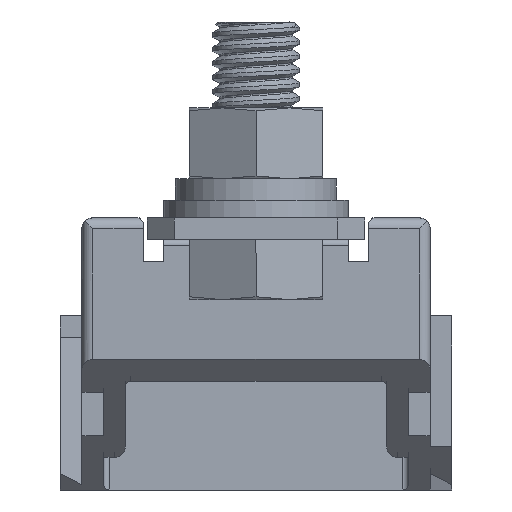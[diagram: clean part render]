
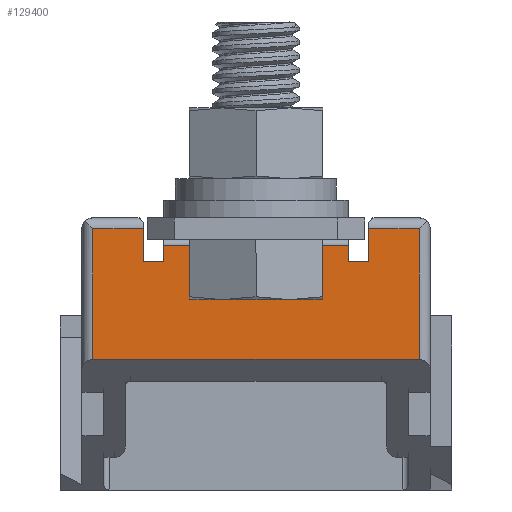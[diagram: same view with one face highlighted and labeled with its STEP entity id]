
A CAD part, front view. The second image highlights one B-rep face of the part: STEP entity #129400.
In plain terms, the highlighted planar face has unit normal (0, -1, 0).
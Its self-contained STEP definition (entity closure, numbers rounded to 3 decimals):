
#113736=DIRECTION('',(1.,0.,0.));
#113737=VECTOR('',#113736,30.);
#113738=CARTESIAN_POINT('',(189.67,44.034,-2.));
#113739=LINE('',#113738,#113737);
#117187=DIRECTION('',(0.,0.,1.));
#117188=VECTOR('',#117187,12.);
#117189=CARTESIAN_POINT('',(219.67,44.034,-2.));
#117190=LINE('',#117189,#117188);
#117267=DIRECTION('',(0.,0.,-1.));
#117268=VECTOR('',#117267,3.);
#117269=CARTESIAN_POINT('',(194.32,44.034,
10.));
#117270=LINE('',#117269,#117268);
#117274=DIRECTION('',(1.,0.,0.));
#117275=VECTOR('',#117274,1.85);
#117276=CARTESIAN_POINT('',(194.32,44.034,7.));
#117277=LINE('',#117276,#117275);
#117281=DIRECTION('',(0.,0.,1.));
#117282=VECTOR('',#117281,1.5);
#117283=CARTESIAN_POINT('',(196.17,44.034,7.));
#117284=LINE('',#117283,#117282);
#117288=DIRECTION('',(0.,0.,-1.));
#117289=VECTOR('',#117288,1.5);
#117290=CARTESIAN_POINT('',(201.17,44.034,8.5));
#117291=LINE('',#117290,#117289);
#117295=DIRECTION('',(1.,0.,0.));
#117296=VECTOR('',#117295,7.);
#117297=CARTESIAN_POINT('',(201.17,44.034,7.));
#117298=LINE('',#117297,#117296);
#117302=DIRECTION('',(0.,0.,1.));
#117303=VECTOR('',#117302,1.5);
#117304=CARTESIAN_POINT('',(208.17,44.034,7.));
#117305=LINE('',#117304,#117303);
#117309=DIRECTION('',(0.,0.,-1.));
#117310=VECTOR('',#117309,1.5);
#117311=CARTESIAN_POINT('',(213.17,44.034,8.5));
#117312=LINE('',#117311,#117310);
#117316=DIRECTION('',(1.,0.,0.));
#117317=VECTOR('',#117316,1.85);
#117318=CARTESIAN_POINT('',(213.17,44.034,7.));
#117319=LINE('',#117318,#117317);
#117323=DIRECTION('',(0.,0.,1.));
#117324=VECTOR('',#117323,3.);
#117325=CARTESIAN_POINT('',(215.02,44.034,7.));
#117326=LINE('',#117325,#117324);
#118406=DIRECTION('',(-1.,0.,0.));
#118407=VECTOR('',#118406,4.65);
#118408=CARTESIAN_POINT('',(219.67,44.034,10.));
#118409=LINE('',#118408,#118407);
#118533=DIRECTION('',(-1.,0.,0.));
#118534=VECTOR('',#118533,5.);
#118535=CARTESIAN_POINT('',(213.17,44.034,8.5));
#118536=LINE('',#118535,#118534);
#118644=DIRECTION('',(-1.,0.,0.));
#118645=VECTOR('',#118644,5.);
#118646=CARTESIAN_POINT('',(201.17,44.034,8.5));
#118647=LINE('',#118646,#118645);
#122898=DIRECTION('',(-1.,0.,0.));
#122899=VECTOR('',#122898,4.65);
#122900=CARTESIAN_POINT('',(194.32,44.034,
10.));
#122901=LINE('',#122900,#122899);
#122905=DIRECTION('',(0.,0.,-1.));
#122906=VECTOR('',#122905,12.);
#122907=CARTESIAN_POINT('',(189.67,44.034,10.));
#122908=LINE('',#122907,#122906);
#122912=CARTESIAN_POINT('',(189.67,44.034,-2.));
#124819=VERTEX_POINT('',#122912);
#124820=CARTESIAN_POINT('',(219.67,44.034,-2.));
#124821=VERTEX_POINT('',#124820);
#125663=CARTESIAN_POINT('',(219.67,44.034,10.));
#125664=VERTEX_POINT('',#125663);
#125666=CARTESIAN_POINT('',(194.32,44.034,
10.));
#125667=CARTESIAN_POINT('',(194.32,44.034,7.));
#125668=VERTEX_POINT('',#125666);
#125669=VERTEX_POINT('',#125667);
#125670=CARTESIAN_POINT('',(196.17,44.034,7.));
#125671=VERTEX_POINT('',#125670);
#125672=CARTESIAN_POINT('',(196.17,44.034,8.5));
#125673=VERTEX_POINT('',#125672);
#125674=CARTESIAN_POINT('',(201.17,44.034,8.5));
#125675=VERTEX_POINT('',#125674);
#125676=CARTESIAN_POINT('',(201.17,44.034,7.));
#125677=VERTEX_POINT('',#125676);
#125678=CARTESIAN_POINT('',(208.17,44.034,7.));
#125679=VERTEX_POINT('',#125678);
#125680=CARTESIAN_POINT('',(208.17,44.034,8.5));
#125681=VERTEX_POINT('',#125680);
#125682=CARTESIAN_POINT('',(213.17,44.034,8.5));
#125683=VERTEX_POINT('',#125682);
#125684=CARTESIAN_POINT('',(213.17,44.034,7.));
#125685=VERTEX_POINT('',#125684);
#125686=CARTESIAN_POINT('',(215.02,44.034,7.));
#125687=VERTEX_POINT('',#125686);
#125688=CARTESIAN_POINT('',(215.02,44.034,
10.));
#125689=VERTEX_POINT('',#125688);
#125690=CARTESIAN_POINT('',(189.67,44.034,10.));
#125691=VERTEX_POINT('',#125690);
#129363=CARTESIAN_POINT('',(217.67,44.034,-1.5));
#129364=DIRECTION('',(0.,1.,0.));
#129365=DIRECTION('',(0.,0.,1.));
#129366=AXIS2_PLACEMENT_3D('',#129363,#129364,#129365);
#129367=PLANE('',#129366);
#129369=ORIENTED_EDGE('',*,*,#129368,.T.);
#129371=ORIENTED_EDGE('',*,*,#129370,.T.);
#129373=ORIENTED_EDGE('',*,*,#129372,.T.);
#129375=ORIENTED_EDGE('',*,*,#129374,.F.);
#129377=ORIENTED_EDGE('',*,*,#129376,.T.);
#129379=ORIENTED_EDGE('',*,*,#129378,.T.);
#129381=ORIENTED_EDGE('',*,*,#129380,.T.);
#129383=ORIENTED_EDGE('',*,*,#129382,.F.);
#129385=ORIENTED_EDGE('',*,*,#129384,.T.);
#129387=ORIENTED_EDGE('',*,*,#129386,.T.);
#129389=ORIENTED_EDGE('',*,*,#129388,.T.);
#129391=ORIENTED_EDGE('',*,*,#129390,.F.);
#129392=ORIENTED_EDGE('',*,*,#129347,.F.);
#129393=ORIENTED_EDGE('',*,*,#126328,.F.);
#129395=ORIENTED_EDGE('',*,*,#129394,.F.);
#129397=ORIENTED_EDGE('',*,*,#129396,.F.);
#129398=EDGE_LOOP('',(#129369,#129371,#129373,#129375,#129377,#129379,#129381,
#129383,#129385,#129387,#129389,#129391,#129392,#129393,#129395,#129397));
#129399=FACE_OUTER_BOUND('',#129398,.F.);
#126328=EDGE_CURVE('',#124819,#124821,#113739,.T.);
#129347=EDGE_CURVE('',#124821,#125664,#117190,.T.);
#129368=EDGE_CURVE('',#125668,#125669,#117270,.T.);
#129370=EDGE_CURVE('',#125669,#125671,#117277,.T.);
#129372=EDGE_CURVE('',#125671,#125673,#117284,.T.);
#129374=EDGE_CURVE('',#125675,#125673,#118647,.T.);
#129376=EDGE_CURVE('',#125675,#125677,#117291,.T.);
#129378=EDGE_CURVE('',#125677,#125679,#117298,.T.);
#129380=EDGE_CURVE('',#125679,#125681,#117305,.T.);
#129382=EDGE_CURVE('',#125683,#125681,#118536,.T.);
#129384=EDGE_CURVE('',#125683,#125685,#117312,.T.);
#129386=EDGE_CURVE('',#125685,#125687,#117319,.T.);
#129388=EDGE_CURVE('',#125687,#125689,#117326,.T.);
#129390=EDGE_CURVE('',#125664,#125689,#118409,.T.);
#129394=EDGE_CURVE('',#125691,#124819,#122908,.T.);
#129396=EDGE_CURVE('',#125668,#125691,#122901,.T.);
#129400=ADVANCED_FACE('',(#129399),#129367,.F.);
